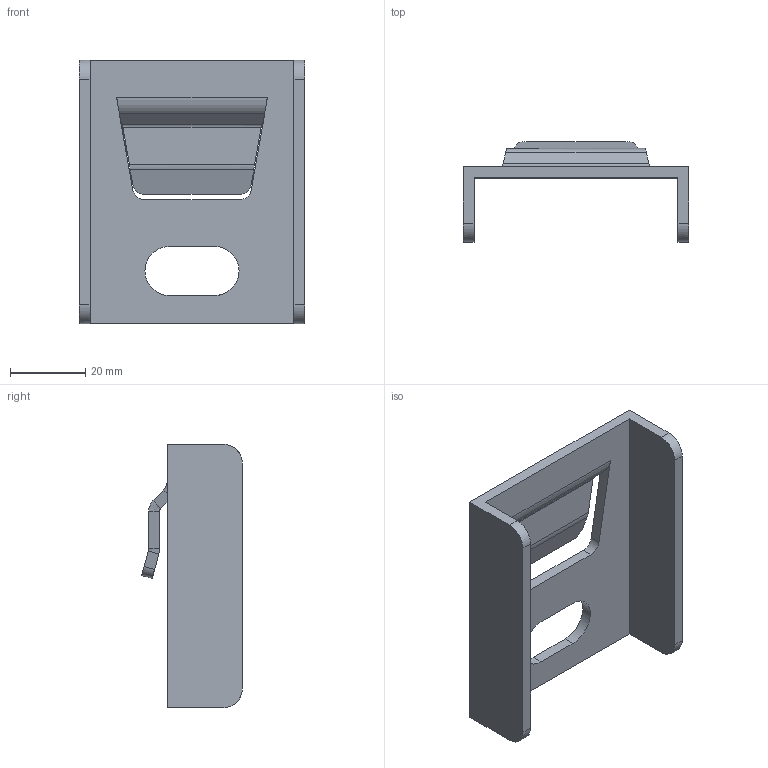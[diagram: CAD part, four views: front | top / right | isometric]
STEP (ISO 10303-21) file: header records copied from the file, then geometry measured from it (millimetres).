
FILE_DESCRIPTION(/* description */ (''),/* implementation_level */ '2;1');
FILE_NAME(/* name */ '6221467',/* time_stamp */ '2014-01-15T08:42:23+01:00',/* author */ (''),/* organization */ (''),/* preprocessor_version */ 'ST-DEVELOPER v15',/* originating_system */ '',/* authorisation */ '');
FILE_SCHEMA (('CONFIG_CONTROL_DESIGN'));
Length unit declared in the file: millimetre
Products named in the file (1): Document
Bounding box: 60 x 26.74 x 70 mm (x, y, z)
Volume: 18240.9 mm3; surface area: 14170.1 mm2
Topology: 1 solids, 1 shells, 54 faces, 146 edges, 90 vertices
Faces by surface type: plane 30, bspline 24
Entity records: 2298 total; most frequent: CARTESIAN_POINT 1292, ORIENTED_EDGE 292, EDGE_CURVE 146, B_SPLINE_CURVE_WITH_KNOTS 120, VERTEX_POINT 90, EDGE_LOOP 58, ADVANCED_FACE 54, FACE_OUTER_BOUND 54
